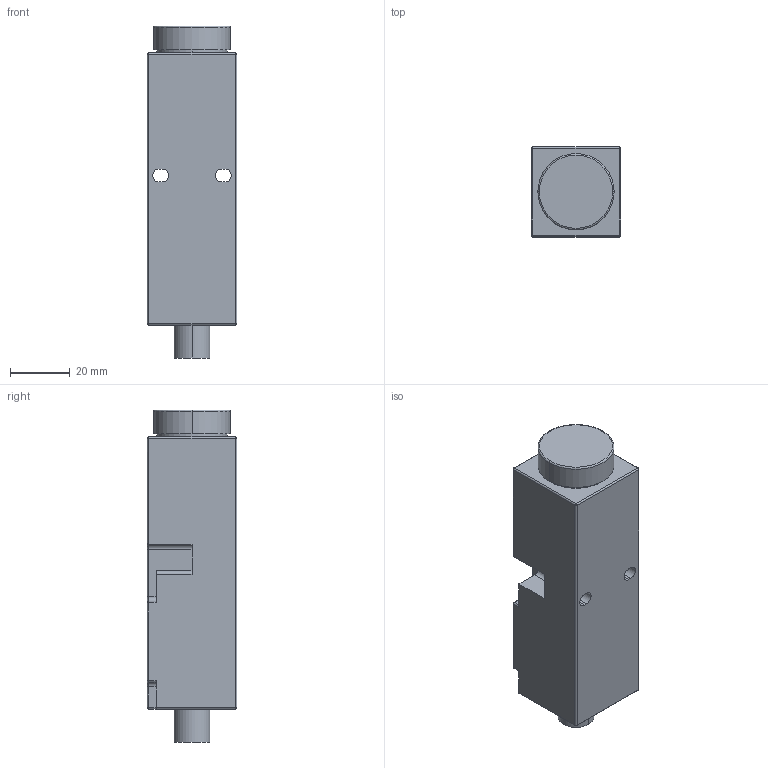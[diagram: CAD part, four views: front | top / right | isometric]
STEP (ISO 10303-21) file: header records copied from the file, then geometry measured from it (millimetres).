
FILE_DESCRIPTION((''),'2;1');
FILE_NAME('M1A_F400230B','2006-10-19T',('Pepperl+Fuchs'),('IndustrieHansa'),'PRO/ENGINEER BY PARAMETRIC TECHNOLOGY CORPORATION, 2006200','PRO/ENGINEER BY PARAMETRIC TECHNOLOGY CORPORATION, 2006200','');
FILE_SCHEMA(('AUTOMOTIVE_DESIGN_CC2 { 1 2 10303 214 -1 1 5 2 }'));
Length unit declared in the file: millimetre
Products named in the file (1): M1A_F400230B
Bounding box: 30 x 30 x 111 mm (x, y, z)
Volume: 83418.4 mm3; surface area: 14728.6 mm2
Topology: 1 solids, 1 shells, 102 faces, 241 edges, 148 vertices
Faces by surface type: cylinder 50, plane 31, sphere 13, torus 8
Entity records: 3754 total; most frequent: DIRECTION 554, CARTESIAN_POINT 492, ORIENTED_EDGE 474, PRESENTATION_STYLE_ASSIGNMENT 251, STYLED_ITEM 247, CURVE_STYLE 242, EDGE_CURVE 237, AXIS2_PLACEMENT_3D 211
